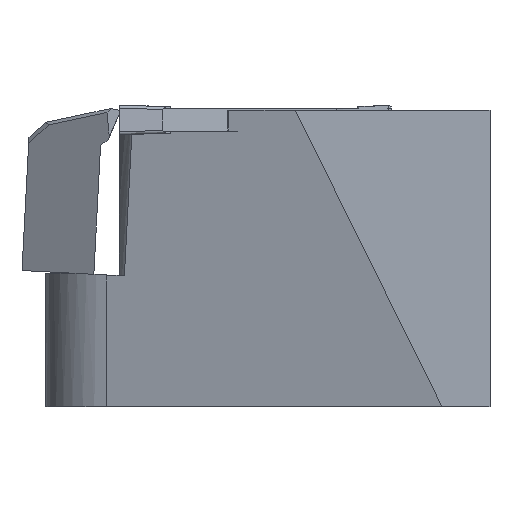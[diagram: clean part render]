
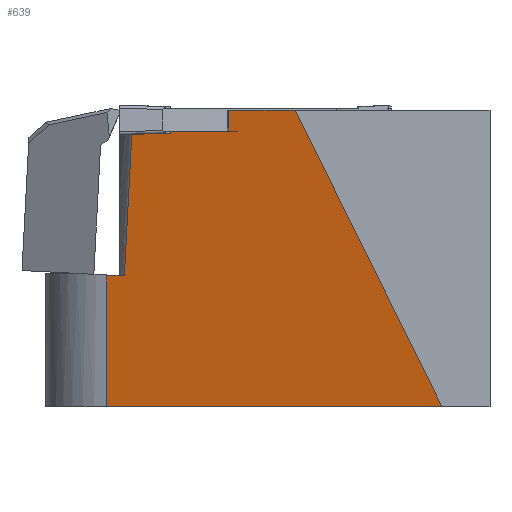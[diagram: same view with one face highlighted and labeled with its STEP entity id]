
A CAD part, left-side view. The second image highlights one B-rep face of the part: STEP entity #639.
In plain terms, the highlighted planar face has unit normal (-0.981, 0.174, -0.086).
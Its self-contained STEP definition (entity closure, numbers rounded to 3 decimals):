
#601=ELLIPSE('',#1906,2.33,0.2);
#639=ADVANCED_FACE('',(#759),#709,.F.);
#709=PLANE('',#1907);
#759=FACE_OUTER_BOUND('',#829,.T.);
#829=EDGE_LOOP('',(#969,#970,#971,#972,#973,#974,#975,#976));
#969=ORIENTED_EDGE('',*,*,#1460,.T.);
#970=ORIENTED_EDGE('',*,*,#1455,.T.);
#971=ORIENTED_EDGE('',*,*,#1417,.F.);
#972=ORIENTED_EDGE('',*,*,#1461,.T.);
#973=ORIENTED_EDGE('',*,*,#1442,.F.);
#974=ORIENTED_EDGE('',*,*,#1462,.T.);
#975=ORIENTED_EDGE('',*,*,#1429,.T.);
#976=ORIENTED_EDGE('',*,*,#1463,.T.);
#1286=VERTEX_POINT('',#2405);
#1287=VERTEX_POINT('',#2407);
#1296=VERTEX_POINT('',#2429);
#1297=VERTEX_POINT('',#2431);
#1307=VERTEX_POINT('',#2456);
#1308=VERTEX_POINT('',#2457);
#1314=VERTEX_POINT('',#2482);
#1316=VERTEX_POINT('',#2491);
#1417=EDGE_CURVE('',#1286,#1287,#1611,.T.);
#1429=EDGE_CURVE('',#1297,#1296,#1621,.T.);
#1442=EDGE_CURVE('',#1307,#1308,#1632,.T.);
#1455=EDGE_CURVE('',#1314,#1287,#1644,.T.);
#1460=EDGE_CURVE('',#1316,#1314,#1647,.T.);
#1461=EDGE_CURVE('',#1286,#1308,#1648,.T.);
#1462=EDGE_CURVE('',#1307,#1297,#1649,.T.);
#1463=EDGE_CURVE('',#1296,#1316,#601,.T.);
#1611=LINE('',#2406,#1751);
#1621=LINE('',#2430,#1761);
#1632=LINE('',#2455,#1772);
#1644=LINE('',#2481,#1784);
#1647=LINE('',#2490,#1787);
#1648=LINE('',#2492,#1788);
#1649=LINE('',#2493,#1789);
#1751=VECTOR('',#2018,1.);
#1761=VECTOR('',#2036,1.);
#1772=VECTOR('',#2055,1.);
#1784=VECTOR('',#2081,1.);
#1787=VECTOR('',#2092,1.);
#1788=VECTOR('',#2093,1.);
#1789=VECTOR('',#2094,1.);
#1906=AXIS2_PLACEMENT_3D('',#2494,#2095,#2096);
#1907=AXIS2_PLACEMENT_3D('',#2495,#2097,#2098);
#2018=DIRECTION('',(-0.17,-0.984,-0.052));
#2036=DIRECTION('',(0.174,0.985,0.));
#2055=DIRECTION('',(0.174,0.985,0.));
#2081=DIRECTION('',(0.096,0.052,-0.994));
#2092=DIRECTION('',(0.174,0.985,0.));
#2093=DIRECTION('',(0.087,0.,-0.996));
#2094=DIRECTION('',(0.,0.443,0.896));
#2095=DIRECTION('',(-0.981,0.174,-0.086));
#2096=DIRECTION('',(-0.085,0.015,0.996));
#2097=DIRECTION('',(0.981,-0.174,0.086));
#2098=DIRECTION('',(0.174,0.985,0.));
#2405=CARTESIAN_POINT('',(-73.74,11.743,-1.279));
#2406=CARTESIAN_POINT('',(-72.067,21.447,-0.771));
#2407=CARTESIAN_POINT('',(-73.948,10.534,-1.343));
#2429=CARTESIAN_POINT('',(-76.156,3.578,9.825));
#2430=CARTESIAN_POINT('',(-74.989,10.171,9.825));
#2431=CARTESIAN_POINT('',(-76.966,-0.998,9.825));
#2455=CARTESIAN_POINT('',(-73.293,9.871,-10.175));
#2456=CARTESIAN_POINT('',(-76.966,-10.884,-10.175));
#2457=CARTESIAN_POINT('',(-72.961,11.743,-10.175));
#2481=CARTESIAN_POINT('',(-75.025,9.951,9.786));
#2482=CARTESIAN_POINT('',(-74.893,10.022,8.425));
#2490=CARTESIAN_POINT('',(-74.512,12.178,8.425));
#2491=CARTESIAN_POINT('',(-76.033,3.582,8.425));
#2492=CARTESIAN_POINT('',(-72.057,11.743,-20.507));
#2493=CARTESIAN_POINT('',(-76.966,-10.545,-9.49));
#2494=CARTESIAN_POINT('',(-76.088,3.39,8.664));
#2495=CARTESIAN_POINT('',(-72.057,11.743,-20.507));
